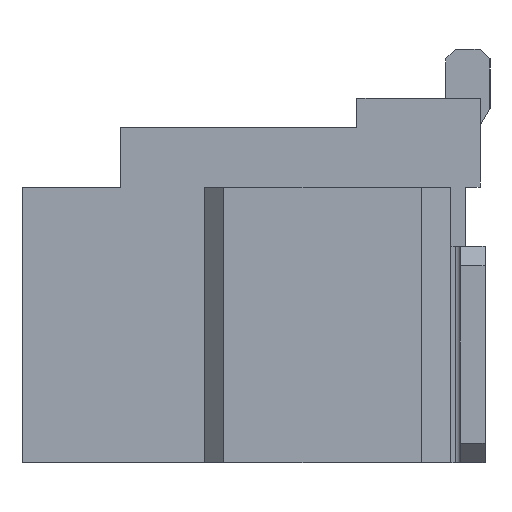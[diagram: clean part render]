
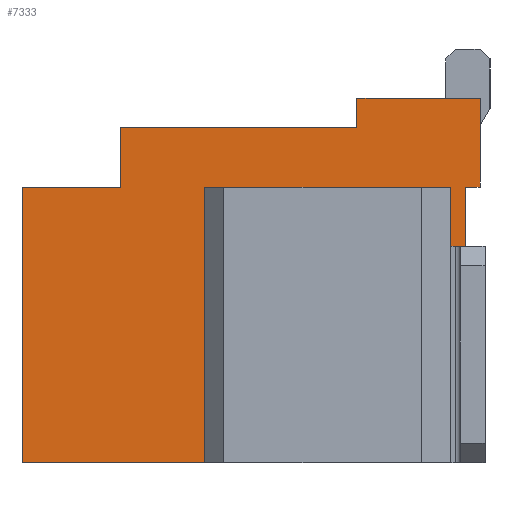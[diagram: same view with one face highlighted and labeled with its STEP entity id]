
A CAD part, left-side view. The second image highlights one B-rep face of the part: STEP entity #7333.
In plain terms, the highlighted planar face has unit normal (-1, 0, 0).
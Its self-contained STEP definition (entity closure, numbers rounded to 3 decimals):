
#37=DIRECTION('',(0.,1.,0.));
#38=VECTOR('',#37,1.25);
#39=CARTESIAN_POINT('',(-7.125,-3.675,2.1));
#40=LINE('',#39,#38);
#929=DIRECTION('',(0.,0.,1.));
#930=VECTOR('',#929,2.8);
#931=CARTESIAN_POINT('',(-7.125,0.975,-1.6));
#932=LINE('',#931,#930);
#1373=DIRECTION('',(0.,-1.,0.));
#1374=VECTOR('',#1373,1.);
#1375=CARTESIAN_POINT('',(-7.125,0.975,1.2));
#1376=LINE('',#1375,#1374);
#1377=DIRECTION('',(0.,0.,1.));
#1378=VECTOR('',#1377,0.6);
#1379=CARTESIAN_POINT('',(-7.125,-0.025,1.2));
#1380=LINE('',#1379,#1378);
#1381=DIRECTION('',(0.,-1.,0.));
#1382=VECTOR('',#1381,2.4);
#1383=CARTESIAN_POINT('',(-7.125,-0.025,1.8));
#1384=LINE('',#1383,#1382);
#1385=DIRECTION('',(0.,0.,-1.));
#1386=VECTOR('',#1385,0.3);
#1387=CARTESIAN_POINT('',(-7.125,-2.425,2.1));
#1388=LINE('',#1387,#1386);
#1389=DIRECTION('',(0.,1.,0.));
#1390=VECTOR('',#1389,0.15);
#1391=CARTESIAN_POINT('',(-7.125,-3.675,1.2));
#1392=LINE('',#1391,#1390);
#1393=DIRECTION('',(0.,0.,1.));
#1394=VECTOR('',#1393,2.1);
#1395=CARTESIAN_POINT('',(-7.125,-3.525,-0.9));
#1396=LINE('',#1395,#1394);
#1397=DIRECTION('',(0.,1.,0.));
#1398=VECTOR('',#1397,0.15);
#1399=CARTESIAN_POINT('',(-7.125,-3.675,-0.9));
#1400=LINE('',#1399,#1398);
#1401=DIRECTION('',(0.,1.,0.));
#1402=VECTOR('',#1401,0.3);
#1403=CARTESIAN_POINT('',(-7.125,-3.675,-1.6));
#1404=LINE('',#1403,#1402);
#1405=DIRECTION('',(0.,0.,1.));
#1406=VECTOR('',#1405,2.8);
#1407=CARTESIAN_POINT('',(-7.125,-3.375,-1.6));
#1408=LINE('',#1407,#1406);
#1409=DIRECTION('',(0.,-1.,0.));
#1410=VECTOR('',#1409,2.5);
#1411=CARTESIAN_POINT('',(-7.125,-0.875,1.2));
#1412=LINE('',#1411,#1410);
#1413=DIRECTION('',(0.,0.,1.));
#1414=VECTOR('',#1413,2.8);
#1415=CARTESIAN_POINT('',(-7.125,-0.875,-1.6));
#1416=LINE('',#1415,#1414);
#1417=DIRECTION('',(0.,1.,0.));
#1418=VECTOR('',#1417,1.85);
#1419=CARTESIAN_POINT('',(-7.125,-0.875,-1.6));
#1420=LINE('',#1419,#1418);
#1465=DIRECTION('',(0.,0.,1.));
#1466=VECTOR('',#1465,0.9);
#1467=CARTESIAN_POINT('',(-7.125,-3.675,1.2));
#1468=LINE('',#1467,#1466);
#1505=DIRECTION('',(0.,0.,1.));
#1506=VECTOR('',#1505,0.7);
#1507=CARTESIAN_POINT('',(-7.125,-3.675,-1.6));
#1508=LINE('',#1507,#1506);
#4511=CARTESIAN_POINT('',(-7.125,-0.875,1.2));
#4512=CARTESIAN_POINT('',(-7.125,-3.375,1.2));
#4513=VERTEX_POINT('',#4511);
#4514=VERTEX_POINT('',#4512);
#4515=CARTESIAN_POINT('',(-7.125,-0.875,-1.6));
#4516=VERTEX_POINT('',#4515);
#4523=CARTESIAN_POINT('',(-7.125,0.975,-1.6));
#4524=VERTEX_POINT('',#4523);
#4543=CARTESIAN_POINT('',(-7.125,-3.675,2.1));
#4544=VERTEX_POINT('',#4543);
#4549=CARTESIAN_POINT('',(-7.125,-3.675,-1.6));
#4550=VERTEX_POINT('',#4549);
#4567=CARTESIAN_POINT('',(-7.125,-2.425,2.1));
#4568=CARTESIAN_POINT('',(-7.125,-2.425,1.8));
#4569=VERTEX_POINT('',#4567);
#4570=VERTEX_POINT('',#4568);
#4576=CARTESIAN_POINT('',(-7.125,-0.025,1.8));
#4578=VERTEX_POINT('',#4576);
#4745=CARTESIAN_POINT('',(-7.125,0.975,1.2));
#4746=CARTESIAN_POINT('',(-7.125,-0.025,1.2));
#4747=VERTEX_POINT('',#4745);
#4748=VERTEX_POINT('',#4746);
#5159=CARTESIAN_POINT('',(-7.125,-3.375,-1.6));
#5160=VERTEX_POINT('',#5159);
#5883=CARTESIAN_POINT('',(-7.125,-3.675,1.2));
#5885=VERTEX_POINT('',#5883);
#5891=CARTESIAN_POINT('',(-7.125,-3.675,-0.9));
#5893=VERTEX_POINT('',#5891);
#5899=CARTESIAN_POINT('',(-7.125,-3.525,1.2));
#5900=VERTEX_POINT('',#5899);
#5901=CARTESIAN_POINT('',(-7.125,-3.525,-0.9));
#5902=VERTEX_POINT('',#5901);
#7300=CARTESIAN_POINT('',(-7.125,-3.675,-1.6));
#7301=DIRECTION('',(-1.,0.,0.));
#7302=DIRECTION('',(0.,0.,1.));
#7303=AXIS2_PLACEMENT_3D('',#7300,#7301,#7302);
#7304=PLANE('',#7303);
#7305=ORIENTED_EDGE('',*,*,#6868,.T.);
#7307=ORIENTED_EDGE('',*,*,#7306,.T.);
#7309=ORIENTED_EDGE('',*,*,#7308,.T.);
#7310=ORIENTED_EDGE('',*,*,#6983,.F.);
#7311=ORIENTED_EDGE('',*,*,#5969,.F.);
#7313=ORIENTED_EDGE('',*,*,#7312,.F.);
#7315=ORIENTED_EDGE('',*,*,#7314,.T.);
#7317=ORIENTED_EDGE('',*,*,#7316,.F.);
#7319=ORIENTED_EDGE('',*,*,#7318,.F.);
#7321=ORIENTED_EDGE('',*,*,#7320,.F.);
#7322=ORIENTED_EDGE('',*,*,#6320,.T.);
#7324=ORIENTED_EDGE('',*,*,#7323,.T.);
#7326=ORIENTED_EDGE('',*,*,#7325,.F.);
#7328=ORIENTED_EDGE('',*,*,#7327,.F.);
#7329=ORIENTED_EDGE('',*,*,#6298,.T.);
#7330=ORIENTED_EDGE('',*,*,#6801,.T.);
#7331=EDGE_LOOP('',(#7305,#7307,#7309,#7310,#7311,#7313,#7315,#7317,#7319,#7321,
#7322,#7324,#7326,#7328,#7329,#7330));
#7332=FACE_OUTER_BOUND('',#7331,.F.);
#7333=ADVANCED_FACE('',(#7332),#7304,.T.);
#5969=EDGE_CURVE('',#4544,#4569,#40,.T.);
#6298=EDGE_CURVE('',#4516,#4524,#1420,.T.);
#6320=EDGE_CURVE('',#4550,#5160,#1404,.T.);
#6801=EDGE_CURVE('',#4524,#4747,#932,.T.);
#6868=EDGE_CURVE('',#4747,#4748,#1376,.T.);
#6983=EDGE_CURVE('',#4569,#4570,#1388,.T.);
#7306=EDGE_CURVE('',#4748,#4578,#1380,.T.);
#7308=EDGE_CURVE('',#4578,#4570,#1384,.T.);
#7312=EDGE_CURVE('',#5885,#4544,#1468,.T.);
#7314=EDGE_CURVE('',#5885,#5900,#1392,.T.);
#7316=EDGE_CURVE('',#5902,#5900,#1396,.T.);
#7318=EDGE_CURVE('',#5893,#5902,#1400,.T.);
#7320=EDGE_CURVE('',#4550,#5893,#1508,.T.);
#7323=EDGE_CURVE('',#5160,#4514,#1408,.T.);
#7325=EDGE_CURVE('',#4513,#4514,#1412,.T.);
#7327=EDGE_CURVE('',#4516,#4513,#1416,.T.);
